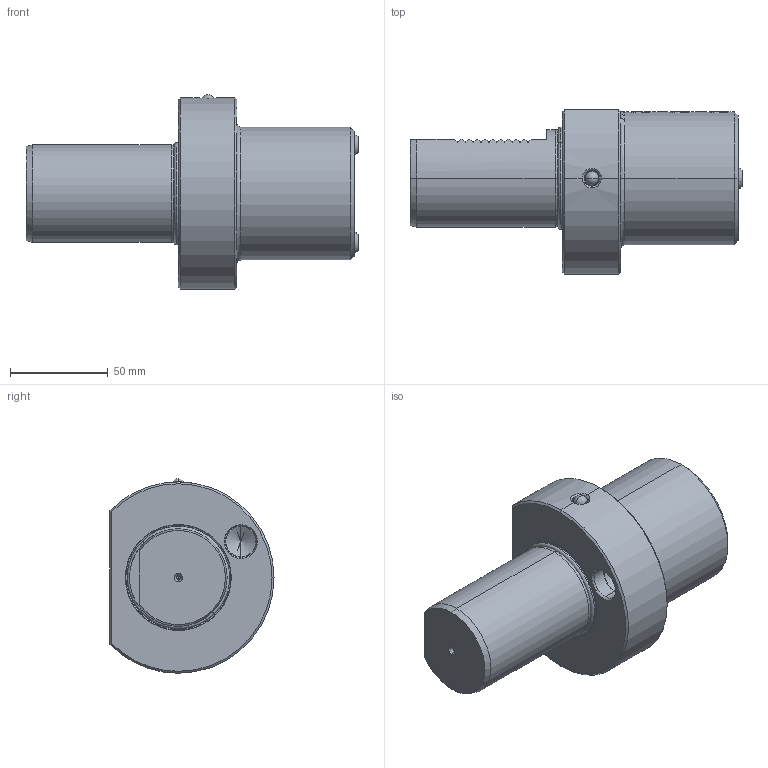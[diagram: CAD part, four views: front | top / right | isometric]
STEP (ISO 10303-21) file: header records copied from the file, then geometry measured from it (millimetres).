
FILE_DESCRIPTION (( 'STEP AP203' ), '1' );
FILE_NAME ('509.52.32.STEP', '2016-11-26T06:58:42', ( '' ), ( '' ), 'SwSTEP 2.0', 'SolidWorks 2012', '' );
FILE_SCHEMA (( 'CONFIG_CONTROL_DESIGN' ));
Length unit declared in the file: millimetre
Products named in the file (8): 8止水鉚珠; 509.52.32; 出水銅嘴; 管螺文螺絲; M12xP1.5x16L; 皿頭_M5; O型環48.7; VDI50        E2_32
Assembly tree (11 placements, depth 2):
  509.52.32
    VDI50        E2_32
    M12xP1.5x16L  x3
    O型環48.7
    管螺文螺絲
    皿頭_M5  x2
    出水銅嘴  x2
    8止水鉚珠
Bounding box: 170 x 84 x 99.6 mm (x, y, z)
Volume: 489800.3 mm3; surface area: 73091.4 mm2
Topology: 12 solids, 12 shells, 648 faces, 1739 edges, 1101 vertices
Faces by surface type: cylinder 289, cone 178, plane 110, bspline 50, torus 15, sphere 6
Entity records: 62346 total; most frequent: CARTESIAN_POINT 50089, ORIENTED_EDGE 2724, DIRECTION 1989, EDGE_CURVE 1362, VERTEX_POINT 861, AXIS2_PLACEMENT_3D 751, EDGE_LOOP 543, ADVANCED_FACE 520
